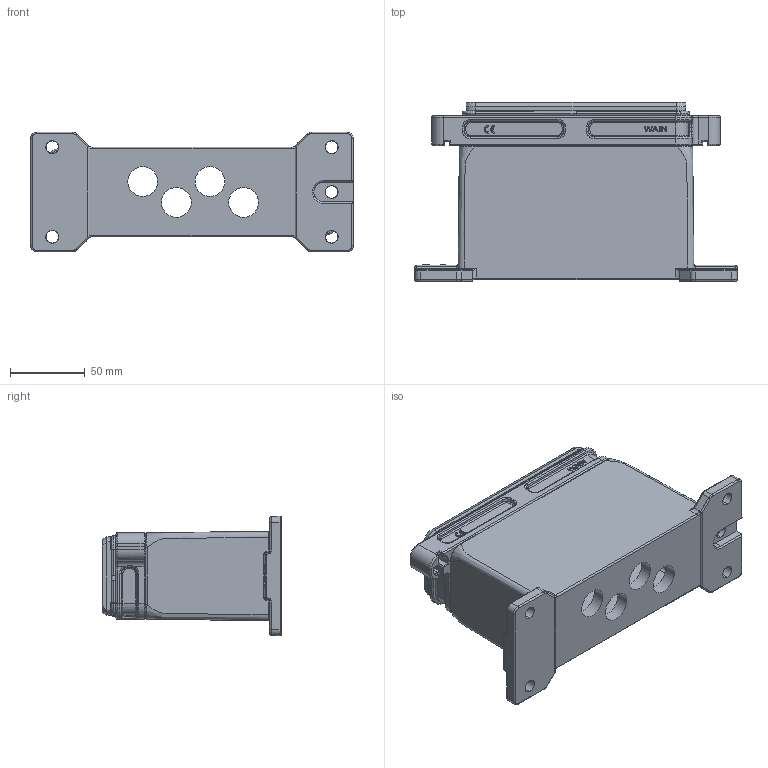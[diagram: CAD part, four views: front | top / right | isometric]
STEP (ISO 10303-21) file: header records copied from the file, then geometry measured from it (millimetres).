
FILE_DESCRIPTION(/* description */ (''),/* implementation_level */ '2;1');
FILE_NAME(/* name */ '3D_1136242405013_HP24B_H-SFH-2T-PG36_V1.1_stp.stp',/* time_stamp */ '2023-12-16T13:15:25+08:00',/* author */ (''),/* organization */ (''),/* preprocessor_version */ 'ST-DEVELOPER v18.1',/* originating_system */ 'SIEMENS PLM Software NX 1980',/* authorisation */ '');
FILE_SCHEMA (('AUTOMOTIVE_DESIGN { 1 0 10303 214 3 1 1 1 }'));
Products named in the file (1): 3D_1136242405013_HP24B_H-SFH-2T-PG36_V1.1_stp
Bounding box: 215.96 x 119.9 x 79.96 mm (x, y, z)
Volume: 493256.7 mm3; surface area: 135255.7 mm2
Topology: 1 solids, 7 shells, 1333 faces, 3331 edges, 2030 vertices
Faces by surface type: plane 485, cylinder 427, torus 181, cone 124, bspline 89, sphere 18, extrusion 9
Full cylindrical faces by diameter (mm): 20 x4
Entity records: 49075 total; most frequent: CARTESIAN_POINT 20837, ORIENTED_EDGE 6594, DIRECTION 4693, EDGE_CURVE 3297, VERTEX_POINT 2026, AXIS2_PLACEMENT_3D 1709, B_SPLINE_CURVE_WITH_KNOTS 1436, EDGE_LOOP 1415
